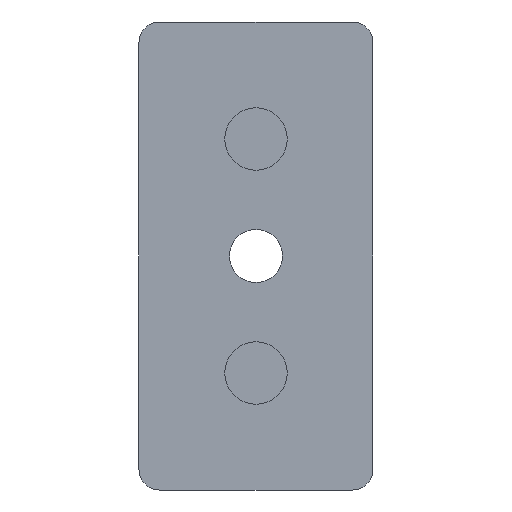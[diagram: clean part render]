
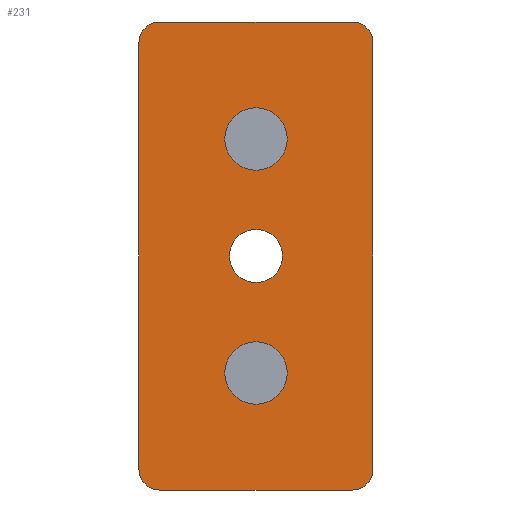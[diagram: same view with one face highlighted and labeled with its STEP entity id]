
A CAD part, front view. The second image highlights one B-rep face of the part: STEP entity #231.
In plain terms, the highlighted planar face has unit normal (0, -1, 0).
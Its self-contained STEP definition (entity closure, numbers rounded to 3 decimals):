
#20 = ORIENTED_EDGE ( 'NONE', *, *, #1098, .F. ) ;
#37 = EDGE_CURVE ( 'NONE', #357, #1147, #1071, .T. ) ;
#40 = DIRECTION ( 'NONE',  ( 0., 1., 0. ) ) ;
#44 = VERTEX_POINT ( 'NONE', #604 ) ;
#46 = EDGE_CURVE ( 'NONE', #739, #1174, #876, .T. ) ;
#50 = ORIENTED_EDGE ( 'NONE', *, *, #694, .F. ) ;
#53 = LINE ( 'NONE', #220, #490 ) ;
#54 = DIRECTION ( 'NONE',  ( 0., 0., -1. ) ) ;
#63 = ORIENTED_EDGE ( 'NONE', *, *, #1066, .F. ) ;
#74 = CARTESIAN_POINT ( 'NONE',  ( 0., 0., 0. ) ) ;
#77 = VERTEX_POINT ( 'NONE', #173 ) ;
#80 = CARTESIAN_POINT ( 'NONE',  ( -18.5, 0., -45. ) ) ;
#117 = DIRECTION ( 'NONE',  ( 1., 0., 0. ) ) ;
#125 = CARTESIAN_POINT ( 'NONE',  ( 18.5, 0., -41. ) ) ;
#130 = CIRCLE ( 'NONE', #599, 6. ) ;
#144 = CARTESIAN_POINT ( 'NONE',  ( -18.5, 0., -41. ) ) ;
#173 = CARTESIAN_POINT ( 'NONE',  ( 22.5, 0., -41. ) ) ;
#174 = VECTOR ( 'NONE', #679, 1000. ) ;
#181 = DIRECTION ( 'NONE',  ( 0., -1., 0. ) ) ;
#182 = CIRCLE ( 'NONE', #288, 4. ) ;
#193 = ORIENTED_EDGE ( 'NONE', *, *, #863, .F. ) ;
#199 = CARTESIAN_POINT ( 'NONE',  ( 18.5, 0., 41. ) ) ;
#210 = CARTESIAN_POINT ( 'NONE',  ( 18.5, 0., -45. ) ) ;
#220 = CARTESIAN_POINT ( 'NONE',  ( 0., 0., 45. ) ) ;
#231 = ADVANCED_FACE ( 'NONE', ( #1070, #390, #1194, #318 ), #421, .F. ) ;
#244 = AXIS2_PLACEMENT_3D ( 'NONE', #898, #798, #493 ) ;
#251 = EDGE_CURVE ( 'NONE', #1147, #916, #53, .T. ) ;
#266 = DIRECTION ( 'NONE',  ( 0., 0., -1. ) ) ;
#274 = LINE ( 'NONE', #684, #174 ) ;
#276 = DIRECTION ( 'NONE',  ( 0., 0., -1. ) ) ;
#288 = AXIS2_PLACEMENT_3D ( 'NONE', #125, #321, #430 ) ;
#294 = EDGE_CURVE ( 'NONE', #745, #44, #343, .T. ) ;
#300 = ORIENTED_EDGE ( 'NONE', *, *, #402, .F. ) ;
#309 = ORIENTED_EDGE ( 'NONE', *, *, #908, .F. ) ;
#318 = FACE_BOUND ( 'NONE', #873, .T. ) ;
#321 = DIRECTION ( 'NONE',  ( 0., 1., 0. ) ) ;
#327 = CARTESIAN_POINT ( 'NONE',  ( -22.5, 0., 0. ) ) ;
#343 = CIRCLE ( 'NONE', #1069, 6. ) ;
#344 = VERTEX_POINT ( 'NONE', #972 ) ;
#354 = CARTESIAN_POINT ( 'NONE',  ( 0., 0., 5.1 ) ) ;
#357 = VERTEX_POINT ( 'NONE', #786 ) ;
#385 = DIRECTION ( 'NONE',  ( 0., -1., 0. ) ) ;
#390 = FACE_OUTER_BOUND ( 'NONE', #895, .T. ) ;
#402 = EDGE_CURVE ( 'NONE', #1296, #344, #827, .T. ) ;
#419 = EDGE_CURVE ( 'NONE', #1095, #946, #556, .T. ) ;
#420 = DIRECTION ( 'NONE',  ( 0., 1., 0. ) ) ;
#421 = PLANE ( 'NONE',  #834 ) ;
#426 = VERTEX_POINT ( 'NONE', #690 ) ;
#428 = DIRECTION ( 'NONE',  ( 0., -1., 0. ) ) ;
#430 = DIRECTION ( 'NONE',  ( 1., 0., 0. ) ) ;
#447 = ORIENTED_EDGE ( 'NONE', *, *, #419, .F. ) ;
#456 = ORIENTED_EDGE ( 'NONE', *, *, #1155, .F. ) ;
#472 = DIRECTION ( 'NONE',  ( 0., -1., 0. ) ) ;
#490 = VECTOR ( 'NONE', #1221, 1000. ) ;
#493 = DIRECTION ( 'NONE',  ( 0., 0., -1. ) ) ;
#499 = AXIS2_PLACEMENT_3D ( 'NONE', #901, #1290, #584 ) ;
#513 = CARTESIAN_POINT ( 'NONE',  ( 0., 0., 0. ) ) ;
#529 = DIRECTION ( 'NONE',  ( 0., 0., 1. ) ) ;
#535 = CIRCLE ( 'NONE', #1049, 5.1 ) ;
#539 = ORIENTED_EDGE ( 'NONE', *, *, #46, .F. ) ;
#556 = LINE ( 'NONE', #1198, #1224 ) ;
#577 = CIRCLE ( 'NONE', #824, 6. ) ;
#584 = DIRECTION ( 'NONE',  ( 1., 0., 0. ) ) ;
#599 = AXIS2_PLACEMENT_3D ( 'NONE', #795, #385, #1195 ) ;
#604 = CARTESIAN_POINT ( 'NONE',  ( 0., 0., 16.5 ) ) ;
#620 = DIRECTION ( 'NONE',  ( 0., 0., -1. ) ) ;
#638 = ORIENTED_EDGE ( 'NONE', *, *, #37, .F. ) ;
#639 = EDGE_CURVE ( 'NONE', #77, #1095, #182, .T. ) ;
#642 = DIRECTION ( 'NONE',  ( 0., 1., 0. ) ) ;
#650 = AXIS2_PLACEMENT_3D ( 'NONE', #74, #181, #276 ) ;
#669 = DIRECTION ( 'NONE',  ( -1., 0., 0. ) ) ;
#671 = DIRECTION ( 'NONE',  ( 0., -1., 0. ) ) ;
#679 = DIRECTION ( 'NONE',  ( 0., 0., -1. ) ) ;
#684 = CARTESIAN_POINT ( 'NONE',  ( 22.5, 0., 0. ) ) ;
#690 = CARTESIAN_POINT ( 'NONE',  ( 22.5, 0., 41. ) ) ;
#694 = EDGE_CURVE ( 'NONE', #946, #797, #751, .T. ) ;
#739 = VERTEX_POINT ( 'NONE', #354 ) ;
#745 = VERTEX_POINT ( 'NONE', #861 ) ;
#751 = CIRCLE ( 'NONE', #1033, 4. ) ;
#786 = CARTESIAN_POINT ( 'NONE',  ( -22.5, 0., 41. ) ) ;
#795 = CARTESIAN_POINT ( 'NONE',  ( 0., 0., -22.5 ) ) ;
#797 = VERTEX_POINT ( 'NONE', #985 ) ;
#798 = DIRECTION ( 'NONE',  ( 0., -1., 0. ) ) ;
#822 = ORIENTED_EDGE ( 'NONE', *, *, #639, .F. ) ;
#824 = AXIS2_PLACEMENT_3D ( 'NONE', #887, #671, #54 ) ;
#827 = CIRCLE ( 'NONE', #244, 6. ) ;
#834 = AXIS2_PLACEMENT_3D ( 'NONE', #927, #642, #529 ) ;
#844 = EDGE_CURVE ( 'NONE', #426, #77, #274, .T. ) ;
#852 = CARTESIAN_POINT ( 'NONE',  ( 0., 0., -16.5 ) ) ;
#859 = ORIENTED_EDGE ( 'NONE', *, *, #251, .F. ) ;
#861 = CARTESIAN_POINT ( 'NONE',  ( 0., 0., 28.5 ) ) ;
#863 = EDGE_CURVE ( 'NONE', #44, #745, #577, .T. ) ;
#873 = EDGE_LOOP ( 'NONE', ( #309, #300 ) ) ;
#876 = CIRCLE ( 'NONE', #650, 5.1 ) ;
#880 = CIRCLE ( 'NONE', #1281, 4. ) ;
#887 = CARTESIAN_POINT ( 'NONE',  ( 0., 0., 22.5 ) ) ;
#895 = EDGE_LOOP ( 'NONE', ( #447, #822, #1159, #63, #859, #638, #456, #50 ) ) ;
#898 = CARTESIAN_POINT ( 'NONE',  ( 0., 0., -22.5 ) ) ;
#901 = CARTESIAN_POINT ( 'NONE',  ( -18.5, 0., 41. ) ) ;
#907 = EDGE_LOOP ( 'NONE', ( #193, #1111 ) ) ;
#908 = EDGE_CURVE ( 'NONE', #344, #1296, #130, .T. ) ;
#916 = VERTEX_POINT ( 'NONE', #1168 ) ;
#927 = CARTESIAN_POINT ( 'NONE',  ( 0., 0., 0. ) ) ;
#946 = VERTEX_POINT ( 'NONE', #80 ) ;
#972 = CARTESIAN_POINT ( 'NONE',  ( 0., 0., -28.5 ) ) ;
#983 = VECTOR ( 'NONE', #1124, 1000. ) ;
#985 = CARTESIAN_POINT ( 'NONE',  ( -22.5, 0., -41. ) ) ;
#1033 = AXIS2_PLACEMENT_3D ( 'NONE', #144, #40, #669 ) ;
#1049 = AXIS2_PLACEMENT_3D ( 'NONE', #513, #428, #620 ) ;
#1066 = EDGE_CURVE ( 'NONE', #916, #426, #880, .T. ) ;
#1069 = AXIS2_PLACEMENT_3D ( 'NONE', #1072, #472, #266 ) ;
#1070 = FACE_BOUND ( 'NONE', #1311, .T. ) ;
#1071 = CIRCLE ( 'NONE', #499, 4. ) ;
#1072 = CARTESIAN_POINT ( 'NONE',  ( 0., 0., 22.5 ) ) ;
#1095 = VERTEX_POINT ( 'NONE', #210 ) ;
#1098 = EDGE_CURVE ( 'NONE', #1174, #739, #535, .T. ) ;
#1111 = ORIENTED_EDGE ( 'NONE', *, *, #294, .F. ) ;
#1124 = DIRECTION ( 'NONE',  ( 0., 0., 1. ) ) ;
#1135 = LINE ( 'NONE', #327, #983 ) ;
#1147 = VERTEX_POINT ( 'NONE', #1227 ) ;
#1155 = EDGE_CURVE ( 'NONE', #797, #357, #1135, .T. ) ;
#1159 = ORIENTED_EDGE ( 'NONE', *, *, #844, .F. ) ;
#1168 = CARTESIAN_POINT ( 'NONE',  ( 18.5, 0., 45. ) ) ;
#1174 = VERTEX_POINT ( 'NONE', #1244 ) ;
#1188 = DIRECTION ( 'NONE',  ( -1., 0., 0. ) ) ;
#1194 = FACE_BOUND ( 'NONE', #907, .T. ) ;
#1195 = DIRECTION ( 'NONE',  ( 0., 0., -1. ) ) ;
#1198 = CARTESIAN_POINT ( 'NONE',  ( 0., 0., -45. ) ) ;
#1221 = DIRECTION ( 'NONE',  ( 1., 0., 0. ) ) ;
#1224 = VECTOR ( 'NONE', #1188, 1000. ) ;
#1227 = CARTESIAN_POINT ( 'NONE',  ( -18.5, 0., 45. ) ) ;
#1244 = CARTESIAN_POINT ( 'NONE',  ( 0., 0., -5.1 ) ) ;
#1281 = AXIS2_PLACEMENT_3D ( 'NONE', #199, #420, #117 ) ;
#1290 = DIRECTION ( 'NONE',  ( 0., 1., 0. ) ) ;
#1296 = VERTEX_POINT ( 'NONE', #852 ) ;
#1311 = EDGE_LOOP ( 'NONE', ( #20, #539 ) ) ;
